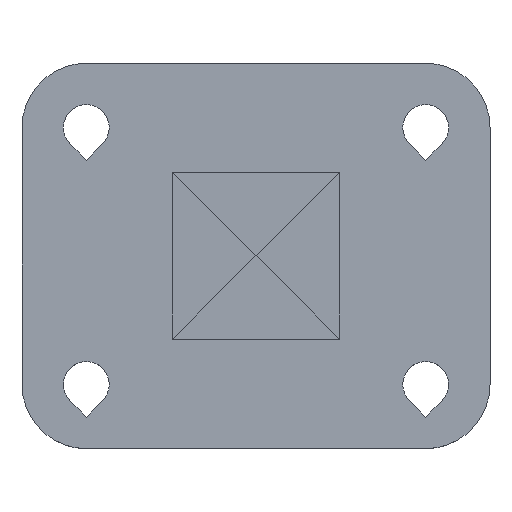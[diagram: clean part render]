
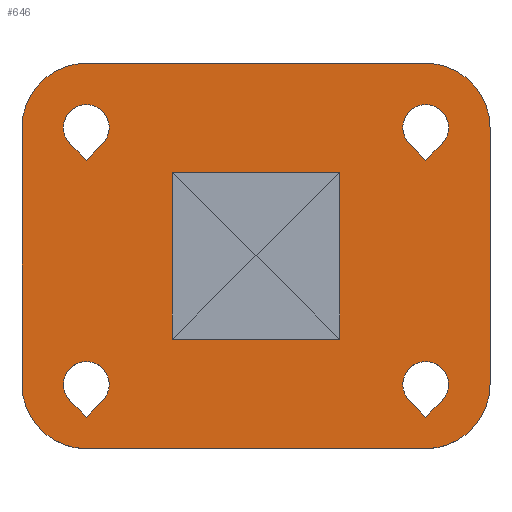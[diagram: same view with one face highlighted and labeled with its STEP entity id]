
A CAD part, top view. The second image highlights one B-rep face of the part: STEP entity #646.
In plain terms, the highlighted planar face has unit normal (0, 0, 1).
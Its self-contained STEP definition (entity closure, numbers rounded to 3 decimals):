
#23=FACE_BOUND('',#70,.T.);
#24=FACE_BOUND('',#71,.T.);
#25=FACE_BOUND('',#72,.T.);
#26=FACE_BOUND('',#73,.T.);
#27=FACE_BOUND('',#74,.T.);
#32=FACE_OUTER_BOUND('',#69,.T.);
#69=EDGE_LOOP('',(#433,#434,#435,#436,#437,#438,#439,#440));
#70=EDGE_LOOP('',(#441,#442,#443));
#71=EDGE_LOOP('',(#444,#445,#446));
#72=EDGE_LOOP('',(#447,#448,#449,#450));
#73=EDGE_LOOP('',(#451,#452,#453));
#74=EDGE_LOOP('',(#454,#455,#456));
#115=LINE('',#940,#191);
#116=LINE('',#944,#192);
#117=LINE('',#948,#193);
#118=LINE('',#951,#194);
#119=LINE('',#954,#195);
#120=LINE('',#956,#196);
#121=LINE('',#960,#197);
#122=LINE('',#962,#198);
#123=LINE('',#966,#199);
#124=LINE('',#968,#200);
#125=LINE('',#970,#201);
#126=LINE('',#971,#202);
#127=LINE('',#974,#203);
#128=LINE('',#977,#204);
#129=LINE('',#980,#205);
#130=LINE('',#983,#206);
#191=VECTOR('',#756,37.);
#192=VECTOR('',#759,28.);
#193=VECTOR('',#762,37.);
#194=VECTOR('',#765,28.);
#195=VECTOR('',#766,2.553);
#196=VECTOR('',#767,2.553);
#197=VECTOR('',#770,2.553);
#198=VECTOR('',#771,2.553);
#199=VECTOR('',#774,15.8);
#200=VECTOR('',#775,15.9);
#201=VECTOR('',#776,15.8);
#202=VECTOR('',#777,15.9);
#203=VECTOR('',#778,2.553);
#204=VECTOR('',#781,2.553);
#205=VECTOR('',#782,2.553);
#206=VECTOR('',#785,2.553);
#267=CIRCLE('',#698,7.);
#268=CIRCLE('',#699,7.);
#269=CIRCLE('',#700,7.);
#270=CIRCLE('',#701,7.);
#271=CIRCLE('',#702,2.5);
#272=CIRCLE('',#703,2.5);
#273=CIRCLE('',#704,2.5);
#274=CIRCLE('',#705,2.5);
#283=VERTEX_POINT('',#936);
#284=VERTEX_POINT('',#937);
#285=VERTEX_POINT('',#939);
#286=VERTEX_POINT('',#941);
#287=VERTEX_POINT('',#943);
#288=VERTEX_POINT('',#945);
#289=VERTEX_POINT('',#947);
#290=VERTEX_POINT('',#949);
#291=VERTEX_POINT('',#952);
#292=VERTEX_POINT('',#953);
#293=VERTEX_POINT('',#955);
#294=VERTEX_POINT('',#958);
#295=VERTEX_POINT('',#959);
#296=VERTEX_POINT('',#961);
#297=VERTEX_POINT('',#964);
#298=VERTEX_POINT('',#965);
#299=VERTEX_POINT('',#967);
#300=VERTEX_POINT('',#969);
#301=VERTEX_POINT('',#972);
#302=VERTEX_POINT('',#973);
#303=VERTEX_POINT('',#975);
#304=VERTEX_POINT('',#978);
#305=VERTEX_POINT('',#979);
#306=VERTEX_POINT('',#981);
#341=EDGE_CURVE('',#283,#284,#267,.T.);
#342=EDGE_CURVE('',#283,#285,#115,.T.);
#343=EDGE_CURVE('',#285,#286,#268,.T.);
#344=EDGE_CURVE('',#286,#287,#116,.T.);
#345=EDGE_CURVE('',#288,#287,#269,.T.);
#346=EDGE_CURVE('',#289,#288,#117,.T.);
#347=EDGE_CURVE('',#289,#290,#270,.T.);
#348=EDGE_CURVE('',#284,#290,#118,.T.);
#349=EDGE_CURVE('',#291,#292,#119,.T.);
#350=EDGE_CURVE('',#292,#293,#120,.T.);
#351=EDGE_CURVE('',#293,#291,#271,.T.);
#352=EDGE_CURVE('',#294,#295,#121,.T.);
#353=EDGE_CURVE('',#295,#296,#122,.T.);
#354=EDGE_CURVE('',#294,#296,#272,.T.);
#355=EDGE_CURVE('',#297,#298,#123,.T.);
#356=EDGE_CURVE('',#299,#297,#124,.T.);
#357=EDGE_CURVE('',#299,#300,#125,.T.);
#358=EDGE_CURVE('',#300,#298,#126,.T.);
#359=EDGE_CURVE('',#301,#302,#127,.T.);
#360=EDGE_CURVE('',#303,#301,#273,.T.);
#361=EDGE_CURVE('',#302,#303,#128,.T.);
#362=EDGE_CURVE('',#304,#305,#129,.T.);
#363=EDGE_CURVE('',#304,#306,#274,.T.);
#364=EDGE_CURVE('',#305,#306,#130,.T.);
#433=ORIENTED_EDGE('',*,*,#341,.F.);
#434=ORIENTED_EDGE('',*,*,#342,.T.);
#435=ORIENTED_EDGE('',*,*,#343,.T.);
#436=ORIENTED_EDGE('',*,*,#344,.T.);
#437=ORIENTED_EDGE('',*,*,#345,.F.);
#438=ORIENTED_EDGE('',*,*,#346,.F.);
#439=ORIENTED_EDGE('',*,*,#347,.T.);
#440=ORIENTED_EDGE('',*,*,#348,.F.);
#441=ORIENTED_EDGE('',*,*,#349,.T.);
#442=ORIENTED_EDGE('',*,*,#350,.T.);
#443=ORIENTED_EDGE('',*,*,#351,.T.);
#444=ORIENTED_EDGE('',*,*,#352,.T.);
#445=ORIENTED_EDGE('',*,*,#353,.T.);
#446=ORIENTED_EDGE('',*,*,#354,.F.);
#447=ORIENTED_EDGE('',*,*,#355,.F.);
#448=ORIENTED_EDGE('',*,*,#356,.F.);
#449=ORIENTED_EDGE('',*,*,#357,.T.);
#450=ORIENTED_EDGE('',*,*,#358,.T.);
#451=ORIENTED_EDGE('',*,*,#359,.F.);
#452=ORIENTED_EDGE('',*,*,#360,.F.);
#453=ORIENTED_EDGE('',*,*,#361,.F.);
#454=ORIENTED_EDGE('',*,*,#362,.F.);
#455=ORIENTED_EDGE('',*,*,#363,.T.);
#456=ORIENTED_EDGE('',*,*,#364,.F.);
#617=PLANE('',#697);
#646=ADVANCED_FACE('',(#32,#23,#24,#25,#26,#27),#617,.T.);
#697=AXIS2_PLACEMENT_3D('',#935,#752,#753);
#698=AXIS2_PLACEMENT_3D('',#938,#754,#755);
#699=AXIS2_PLACEMENT_3D('',#942,#757,#758);
#700=AXIS2_PLACEMENT_3D('',#946,#760,#761);
#701=AXIS2_PLACEMENT_3D('',#950,#763,#764);
#702=AXIS2_PLACEMENT_3D('',#957,#768,#769);
#703=AXIS2_PLACEMENT_3D('',#963,#772,#773);
#704=AXIS2_PLACEMENT_3D('',#976,#779,#780);
#705=AXIS2_PLACEMENT_3D('',#982,#783,#784);
#752=DIRECTION('center_axis',(0.,0.,1.));
#753=DIRECTION('ref_axis',(1.,0.,0.));
#754=DIRECTION('center_axis',(0.,0.,-1.));
#755=DIRECTION('ref_axis',(-1.,0.,0.));
#756=DIRECTION('',(-1.,0.,0.));
#757=DIRECTION('center_axis',(0.,0.,1.));
#758=DIRECTION('ref_axis',(1.,0.,0.));
#759=DIRECTION('',(0.,-1.,0.));
#760=DIRECTION('center_axis',(0.,0.,-1.));
#761=DIRECTION('ref_axis',(1.,0.,0.));
#762=DIRECTION('',(-1.,0.,0.));
#763=DIRECTION('center_axis',(0.,0.,1.));
#764=DIRECTION('ref_axis',(-1.,0.,0.));
#765=DIRECTION('',(0.,-1.,0.));
#766=DIRECTION('',(-0.7,-0.714,0.));
#767=DIRECTION('',(-0.7,0.714,0.));
#768=DIRECTION('center_axis',(0.,0.,-1.));
#769=DIRECTION('ref_axis',(1.,0.,0.));
#770=DIRECTION('',(-0.7,-0.714,0.));
#771=DIRECTION('',(-0.7,0.714,0.));
#772=DIRECTION('center_axis',(0.,0.,1.));
#773=DIRECTION('ref_axis',(1.,0.,0.));
#774=DIRECTION('',(0.,-1.,0.));
#775=DIRECTION('',(-1.,0.,0.));
#776=DIRECTION('',(0.,-1.,0.));
#777=DIRECTION('',(-1.,0.,0.));
#778=DIRECTION('',(0.7,-0.714,0.));
#779=DIRECTION('center_axis',(0.,0.,1.));
#780=DIRECTION('ref_axis',(-1.,0.,0.));
#781=DIRECTION('',(0.7,0.714,0.));
#782=DIRECTION('',(0.7,-0.714,0.));
#783=DIRECTION('center_axis',(0.,0.,-1.));
#784=DIRECTION('ref_axis',(-1.,0.,0.));
#785=DIRECTION('',(0.7,0.714,0.));
#935=CARTESIAN_POINT('Origin',(-18.5,14.,4.));
#936=CARTESIAN_POINT('',(18.5,21.,4.));
#937=CARTESIAN_POINT('',(25.5,14.,4.));
#938=CARTESIAN_POINT('Origin',(18.5,14.,4.));
#939=CARTESIAN_POINT('',(-18.5,21.,4.));
#940=CARTESIAN_POINT('',(18.5,21.,4.));
#941=CARTESIAN_POINT('',(-25.5,14.,4.));
#942=CARTESIAN_POINT('Origin',(-18.5,14.,4.));
#943=CARTESIAN_POINT('',(-25.5,-14.,4.));
#944=CARTESIAN_POINT('',(-25.5,14.,4.));
#945=CARTESIAN_POINT('',(-18.5,-21.,4.));
#946=CARTESIAN_POINT('Origin',(-18.5,-14.,4.));
#947=CARTESIAN_POINT('',(18.5,-21.,4.));
#948=CARTESIAN_POINT('',(18.5,-21.,4.));
#949=CARTESIAN_POINT('',(25.5,-14.,4.));
#950=CARTESIAN_POINT('Origin',(18.5,-14.,4.));
#951=CARTESIAN_POINT('',(25.5,14.,4.));
#952=CARTESIAN_POINT('',(-16.714,-15.749,4.));
#953=CARTESIAN_POINT('',(-18.5,-17.573,4.));
#954=CARTESIAN_POINT('',(-16.714,-15.749,4.));
#955=CARTESIAN_POINT('',(-20.286,-15.749,4.));
#956=CARTESIAN_POINT('',(-18.5,-17.573,4.));
#957=CARTESIAN_POINT('Origin',(-18.5,-14.,4.));
#958=CARTESIAN_POINT('',(-16.714,12.251,4.));
#959=CARTESIAN_POINT('',(-18.5,10.427,4.));
#960=CARTESIAN_POINT('',(-16.714,12.251,4.));
#961=CARTESIAN_POINT('',(-20.286,12.251,4.));
#962=CARTESIAN_POINT('',(-18.5,10.427,4.));
#963=CARTESIAN_POINT('Origin',(-18.5,14.,4.));
#964=CARTESIAN_POINT('',(-7.95,7.9,4.));
#965=CARTESIAN_POINT('',(-7.95,-7.9,4.));
#966=CARTESIAN_POINT('',(-7.95,7.9,4.));
#967=CARTESIAN_POINT('',(7.95,7.9,4.));
#968=CARTESIAN_POINT('',(7.95,7.9,4.));
#969=CARTESIAN_POINT('',(7.95,-7.9,4.));
#970=CARTESIAN_POINT('',(7.95,7.9,4.));
#971=CARTESIAN_POINT('',(7.95,-7.9,4.));
#972=CARTESIAN_POINT('',(16.714,-15.749,4.));
#973=CARTESIAN_POINT('',(18.5,-17.573,4.));
#974=CARTESIAN_POINT('',(16.714,-15.749,4.));
#975=CARTESIAN_POINT('',(20.286,-15.749,4.));
#976=CARTESIAN_POINT('Origin',(18.5,-14.,4.));
#977=CARTESIAN_POINT('',(18.5,-17.573,4.));
#978=CARTESIAN_POINT('',(16.714,12.251,4.));
#979=CARTESIAN_POINT('',(18.5,10.427,4.));
#980=CARTESIAN_POINT('',(16.714,12.251,4.));
#981=CARTESIAN_POINT('',(20.286,12.251,4.));
#982=CARTESIAN_POINT('Origin',(18.5,14.,4.));
#983=CARTESIAN_POINT('',(18.5,10.427,4.));
